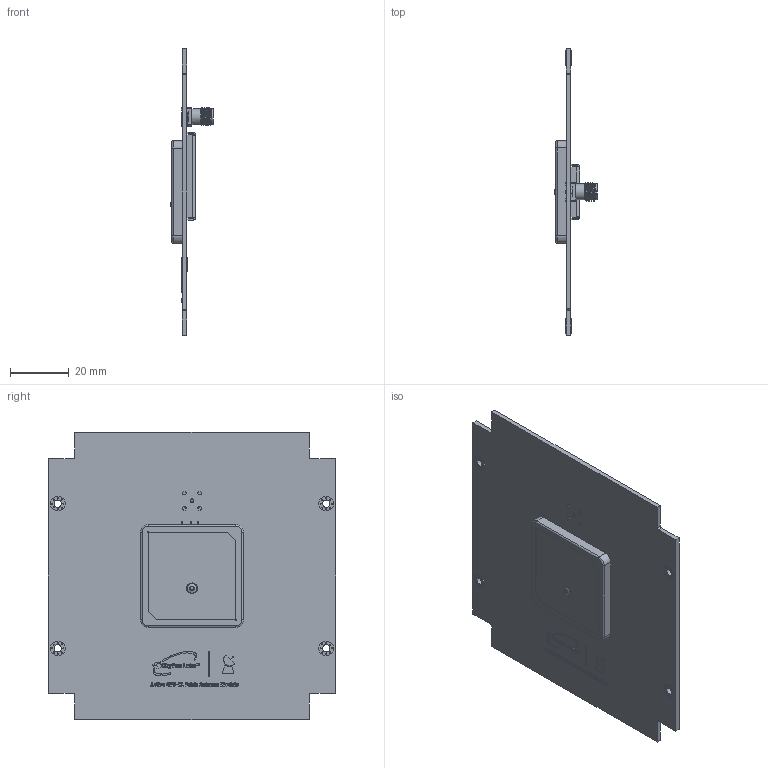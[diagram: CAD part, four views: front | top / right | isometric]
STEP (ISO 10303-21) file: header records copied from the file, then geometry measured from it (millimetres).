
FILE_DESCRIPTION (( '' ), '' );
FILE_NAME ('', '', ( '' ), ( '' ), '', '', '' );
FILE_SCHEMA (('CONFIG_CONTROL_DESIGN'));
Length unit declared in the file: millimetre
Products named in the file (9): pcb; cu; shield; GPS; gps2; GP.35A; TE_5-1814832-1; piPATCH-L1_no_components
Bounding box: 14.55 x 98 x 98 mm (x, y, z)
Volume: 19441.8 mm3; surface area: 26752.5 mm2
Topology: 61 solids, 61 shells, 794 faces, 2019 edges, 1354 vertices
Faces by surface type: plane 522, cylinder 150, bspline 113, cone 5, torus 4
Full cylindrical faces by diameter (mm): 0.364 x73, 0.365 x9, 0.453 x11, 0.66 x1, 1 x2, 1.05 x2, 1.125 x4, 1.143 x1, 1.27 x2, 1.4 x2, 2.5 x8, 4.597 x2, 5 x4, 5.385 x2
Entity records: 28923 total; most frequent: CARTESIAN_POINT 10491, ORIENTED_EDGE 3638, DIRECTION 3298, EDGE_CURVE 1819, LINE 1282, VECTOR 1282, VERTEX_POINT 1280, EDGE_LOOP 1173
